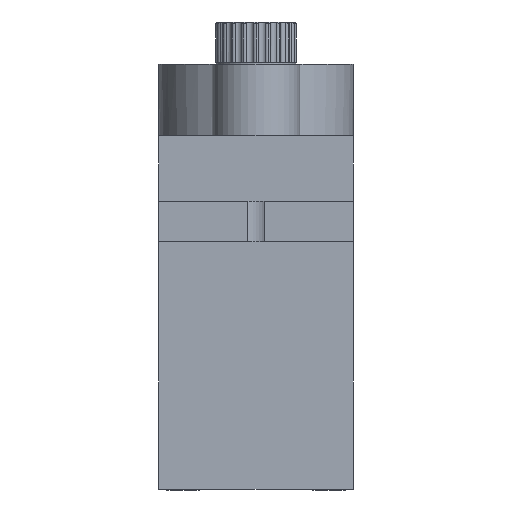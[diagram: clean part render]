
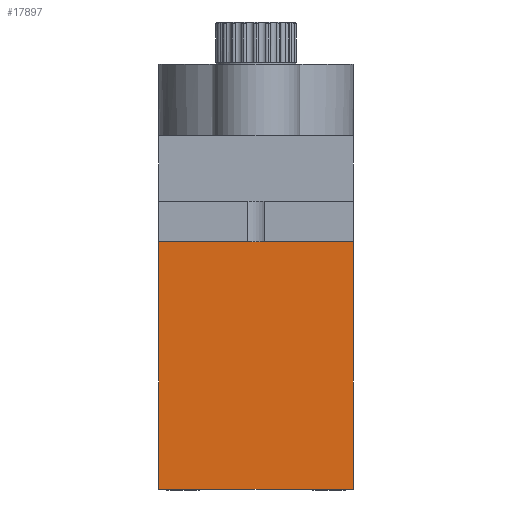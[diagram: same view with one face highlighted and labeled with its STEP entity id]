
A CAD part, left-side view. The second image highlights one B-rep face of the part: STEP entity #17897.
In plain terms, the highlighted planar face has unit normal (-1, 0, 0).
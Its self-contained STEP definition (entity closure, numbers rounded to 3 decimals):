
#16262 = PLANE('',#16263);
#16263 = AXIS2_PLACEMENT_3D('',#16264,#16265,#16266);
#16264 = CARTESIAN_POINT('',(0.,6.,6.52));
#16265 = DIRECTION('',(0.,-1.,0.));
#16266 = DIRECTION('',(0.,0.,-1.));
#16364 = PLANE('',#16365);
#16365 = AXIS2_PLACEMENT_3D('',#16366,#16367,#16368);
#16366 = CARTESIAN_POINT('',(0.,-6.,6.52));
#16367 = DIRECTION('',(0.,-1.,0.));
#16368 = DIRECTION('',(0.,0.,-1.));
#16677 = PLANE('',#16678);
#16678 = AXIS2_PLACEMENT_3D('',#16679,#16680,#16681);
#16679 = CARTESIAN_POINT('',(0.,0.,
    -15.26));
#16680 = DIRECTION('',(0.,0.,1.));
#16681 = DIRECTION('',(1.,0.,0.));
#16690 = VERTEX_POINT('',#16691);
#16691 = CARTESIAN_POINT('',(-11.33,6.,-15.26));
#16712 = EDGE_CURVE('',#16713,#16690,#16715,.T.);
#16713 = VERTEX_POINT('',#16714);
#16714 = CARTESIAN_POINT('',(-11.33,6.,0.));
#16715 = SURFACE_CURVE('',#16716,(#16720,#16727),.PCURVE_S1.);
#16716 = LINE('',#16717,#16718);
#16717 = CARTESIAN_POINT('',(-11.33,6.,0.));
#16718 = VECTOR('',#16719,1.);
#16719 = DIRECTION('',(-0.,0.,-1.));
#16720 = PCURVE('',#16262,#16721);
#16721 = DEFINITIONAL_REPRESENTATION('',(#16722),#16726);
#16722 = LINE('',#16723,#16724);
#16723 = CARTESIAN_POINT('',(6.52,-11.33));
#16724 = VECTOR('',#16725,1.);
#16725 = DIRECTION('',(1.,-0.));
#16726 = ( GEOMETRIC_REPRESENTATION_CONTEXT(2) 
PARAMETRIC_REPRESENTATION_CONTEXT() REPRESENTATION_CONTEXT('2D SPACE',''
  ) );
#16727 = PCURVE('',#16728,#16733);
#16728 = PLANE('',#16729);
#16729 = AXIS2_PLACEMENT_3D('',#16730,#16731,#16732);
#16730 = CARTESIAN_POINT('',(-11.33,0.,0.));
#16731 = DIRECTION('',(1.,0.,0.));
#16732 = DIRECTION('',(0.,0.,1.));
#16733 = DEFINITIONAL_REPRESENTATION('',(#16734),#16738);
#16734 = LINE('',#16735,#16736);
#16735 = CARTESIAN_POINT('',(0.,-6.));
#16736 = VECTOR('',#16737,1.);
#16737 = DIRECTION('',(-1.,0.));
#16738 = ( GEOMETRIC_REPRESENTATION_CONTEXT(2) 
PARAMETRIC_REPRESENTATION_CONTEXT() REPRESENTATION_CONTEXT('2D SPACE',''
  ) );
#16756 = PLANE('',#16757);
#16757 = AXIS2_PLACEMENT_3D('',#16758,#16759,#16760);
#16758 = CARTESIAN_POINT('',(-16.09,0.5,0.));
#16759 = DIRECTION('',(0.,0.,-1.));
#16760 = DIRECTION('',(0.,-1.,0.));
#17897 = ADVANCED_FACE('',(#17898),#16728,.F.);
#17898 = FACE_BOUND('',#17899,.T.);
#17899 = EDGE_LOOP('',(#17900,#17923,#17924,#17947,#17970,#17993));
#17900 = ORIENTED_EDGE('',*,*,#17901,.T.);
#17901 = EDGE_CURVE('',#17902,#16713,#17904,.T.);
#17902 = VERTEX_POINT('',#17903);
#17903 = CARTESIAN_POINT('',(-11.33,0.,0.));
#17904 = SURFACE_CURVE('',#17905,(#17909,#17916),.PCURVE_S1.);
#17905 = LINE('',#17906,#17907);
#17906 = CARTESIAN_POINT('',(-11.33,0.,0.));
#17907 = VECTOR('',#17908,1.);
#17908 = DIRECTION('',(0.,1.,0.));
#17909 = PCURVE('',#16728,#17910);
#17910 = DEFINITIONAL_REPRESENTATION('',(#17911),#17915);
#17911 = LINE('',#17912,#17913);
#17912 = CARTESIAN_POINT('',(0.,-0.));
#17913 = VECTOR('',#17914,1.);
#17914 = DIRECTION('',(0.,-1.));
#17915 = ( GEOMETRIC_REPRESENTATION_CONTEXT(2) 
PARAMETRIC_REPRESENTATION_CONTEXT() REPRESENTATION_CONTEXT('2D SPACE',''
  ) );
#17916 = PCURVE('',#16756,#17917);
#17917 = DEFINITIONAL_REPRESENTATION('',(#17918),#17922);
#17918 = LINE('',#17919,#17920);
#17919 = CARTESIAN_POINT('',(0.5,-4.76));
#17920 = VECTOR('',#17921,1.);
#17921 = DIRECTION('',(-1.,-0.));
#17922 = ( GEOMETRIC_REPRESENTATION_CONTEXT(2) 
PARAMETRIC_REPRESENTATION_CONTEXT() REPRESENTATION_CONTEXT('2D SPACE',''
  ) );
#17923 = ORIENTED_EDGE('',*,*,#16712,.T.);
#17924 = ORIENTED_EDGE('',*,*,#17925,.F.);
#17925 = EDGE_CURVE('',#17926,#16690,#17928,.T.);
#17926 = VERTEX_POINT('',#17927);
#17927 = CARTESIAN_POINT('',(-11.33,0.,-15.26));
#17928 = SURFACE_CURVE('',#17929,(#17933,#17940),.PCURVE_S1.);
#17929 = LINE('',#17930,#17931);
#17930 = CARTESIAN_POINT('',(-11.33,0.,-15.26));
#17931 = VECTOR('',#17932,1.);
#17932 = DIRECTION('',(0.,1.,0.));
#17933 = PCURVE('',#16728,#17934);
#17934 = DEFINITIONAL_REPRESENTATION('',(#17935),#17939);
#17935 = LINE('',#17936,#17937);
#17936 = CARTESIAN_POINT('',(-15.26,0.));
#17937 = VECTOR('',#17938,1.);
#17938 = DIRECTION('',(0.,-1.));
#17939 = ( GEOMETRIC_REPRESENTATION_CONTEXT(2) 
PARAMETRIC_REPRESENTATION_CONTEXT() REPRESENTATION_CONTEXT('2D SPACE',''
  ) );
#17940 = PCURVE('',#16677,#17941);
#17941 = DEFINITIONAL_REPRESENTATION('',(#17942),#17946);
#17942 = LINE('',#17943,#17944);
#17943 = CARTESIAN_POINT('',(-11.33,0.));
#17944 = VECTOR('',#17945,1.);
#17945 = DIRECTION('',(0.,1.));
#17946 = ( GEOMETRIC_REPRESENTATION_CONTEXT(2) 
PARAMETRIC_REPRESENTATION_CONTEXT() REPRESENTATION_CONTEXT('2D SPACE',''
  ) );
#17947 = ORIENTED_EDGE('',*,*,#17948,.T.);
#17948 = EDGE_CURVE('',#17926,#17949,#17951,.T.);
#17949 = VERTEX_POINT('',#17950);
#17950 = CARTESIAN_POINT('',(-11.33,-6.,-15.26));
#17951 = SURFACE_CURVE('',#17952,(#17956,#17963),.PCURVE_S1.);
#17952 = LINE('',#17953,#17954);
#17953 = CARTESIAN_POINT('',(-11.33,0.,-15.26));
#17954 = VECTOR('',#17955,1.);
#17955 = DIRECTION('',(-0.,-1.,0.));
#17956 = PCURVE('',#16728,#17957);
#17957 = DEFINITIONAL_REPRESENTATION('',(#17958),#17962);
#17958 = LINE('',#17959,#17960);
#17959 = CARTESIAN_POINT('',(-15.26,0.));
#17960 = VECTOR('',#17961,1.);
#17961 = DIRECTION('',(0.,1.));
#17962 = ( GEOMETRIC_REPRESENTATION_CONTEXT(2) 
PARAMETRIC_REPRESENTATION_CONTEXT() REPRESENTATION_CONTEXT('2D SPACE',''
  ) );
#17963 = PCURVE('',#16677,#17964);
#17964 = DEFINITIONAL_REPRESENTATION('',(#17965),#17969);
#17965 = LINE('',#17966,#17967);
#17966 = CARTESIAN_POINT('',(-11.33,0.));
#17967 = VECTOR('',#17968,1.);
#17968 = DIRECTION('',(0.,-1.));
#17969 = ( GEOMETRIC_REPRESENTATION_CONTEXT(2) 
PARAMETRIC_REPRESENTATION_CONTEXT() REPRESENTATION_CONTEXT('2D SPACE',''
  ) );
#17970 = ORIENTED_EDGE('',*,*,#17971,.F.);
#17971 = EDGE_CURVE('',#17972,#17949,#17974,.T.);
#17972 = VERTEX_POINT('',#17973);
#17973 = CARTESIAN_POINT('',(-11.33,-6.,0.));
#17974 = SURFACE_CURVE('',#17975,(#17979,#17986),.PCURVE_S1.);
#17975 = LINE('',#17976,#17977);
#17976 = CARTESIAN_POINT('',(-11.33,-6.,0.));
#17977 = VECTOR('',#17978,1.);
#17978 = DIRECTION('',(0.,0.,-1.));
#17979 = PCURVE('',#16728,#17980);
#17980 = DEFINITIONAL_REPRESENTATION('',(#17981),#17985);
#17981 = LINE('',#17982,#17983);
#17982 = CARTESIAN_POINT('',(0.,6.));
#17983 = VECTOR('',#17984,1.);
#17984 = DIRECTION('',(-1.,0.));
#17985 = ( GEOMETRIC_REPRESENTATION_CONTEXT(2) 
PARAMETRIC_REPRESENTATION_CONTEXT() REPRESENTATION_CONTEXT('2D SPACE',''
  ) );
#17986 = PCURVE('',#16364,#17987);
#17987 = DEFINITIONAL_REPRESENTATION('',(#17988),#17992);
#17988 = LINE('',#17989,#17990);
#17989 = CARTESIAN_POINT('',(6.52,-11.33));
#17990 = VECTOR('',#17991,1.);
#17991 = DIRECTION('',(1.,0.));
#17992 = ( GEOMETRIC_REPRESENTATION_CONTEXT(2) 
PARAMETRIC_REPRESENTATION_CONTEXT() REPRESENTATION_CONTEXT('2D SPACE',''
  ) );
#17993 = ORIENTED_EDGE('',*,*,#17994,.F.);
#17994 = EDGE_CURVE('',#17902,#17972,#17995,.T.);
#17995 = SURFACE_CURVE('',#17996,(#18000,#18007),.PCURVE_S1.);
#17996 = LINE('',#17997,#17998);
#17997 = CARTESIAN_POINT('',(-11.33,0.,0.));
#17998 = VECTOR('',#17999,1.);
#17999 = DIRECTION('',(-0.,-1.,0.));
#18000 = PCURVE('',#16728,#18001);
#18001 = DEFINITIONAL_REPRESENTATION('',(#18002),#18006);
#18002 = LINE('',#18003,#18004);
#18003 = CARTESIAN_POINT('',(0.,-0.));
#18004 = VECTOR('',#18005,1.);
#18005 = DIRECTION('',(0.,1.));
#18006 = ( GEOMETRIC_REPRESENTATION_CONTEXT(2) 
PARAMETRIC_REPRESENTATION_CONTEXT() REPRESENTATION_CONTEXT('2D SPACE',''
  ) );
#18007 = PCURVE('',#16756,#18008);
#18008 = DEFINITIONAL_REPRESENTATION('',(#18009),#18013);
#18009 = LINE('',#18010,#18011);
#18010 = CARTESIAN_POINT('',(0.5,-4.76));
#18011 = VECTOR('',#18012,1.);
#18012 = DIRECTION('',(1.,0.));
#18013 = ( GEOMETRIC_REPRESENTATION_CONTEXT(2) 
PARAMETRIC_REPRESENTATION_CONTEXT() REPRESENTATION_CONTEXT('2D SPACE',''
  ) );
